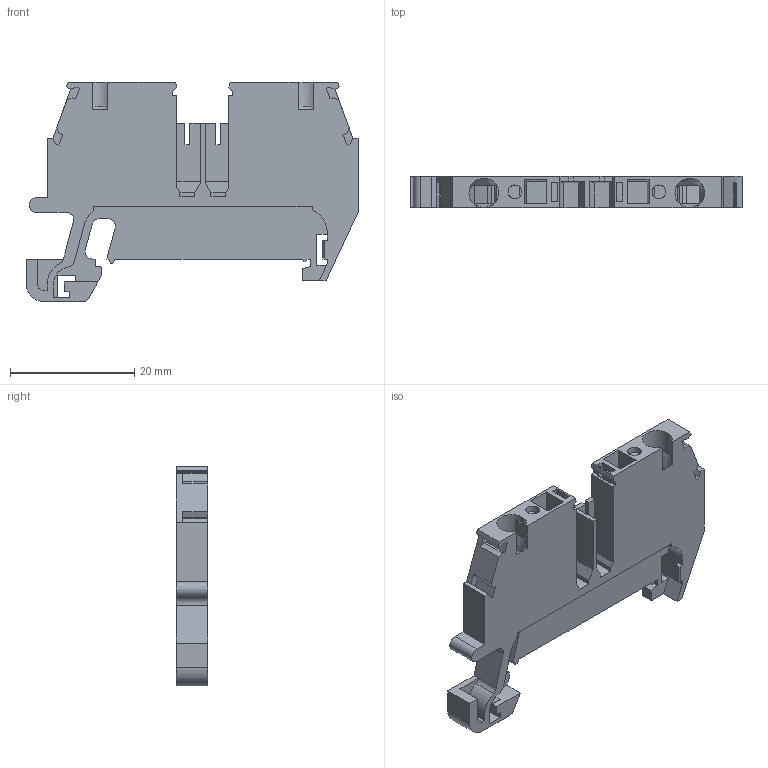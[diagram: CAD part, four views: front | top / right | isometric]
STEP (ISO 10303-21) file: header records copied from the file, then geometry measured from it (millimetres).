
FILE_DESCRIPTION (( 'STEP AP214' ), '1' );
FILE_NAME ('42453_DN-QG12.STEP', '2014-05-12T11:49:45', ( '' ), ( '' ), 'SwSTEP 2.0', 'SolidWorks 2013', '' );
FILE_SCHEMA (( 'AUTOMOTIVE_DESIGN' ));
Length unit declared in the file: millimetre
Products named in the file (1): 42453_DN-QG12
Bounding box: 53.5 x 5 x 35.4 mm (x, y, z)
Volume: 4519.7 mm3; surface area: 4891.9 mm2
Topology: 1 solids, 5 shells, 287 faces, 805 edges, 532 vertices
Faces by surface type: plane 240, cylinder 39, bspline 8
Entity records: 9521 total; most frequent: CARTESIAN_POINT 2194, ORIENTED_EDGE 1610, DIRECTION 1361, EDGE_CURVE 805, VECTOR 639, LINE 639, VERTEX_POINT 532, AXIS2_PLACEMENT_3D 361
